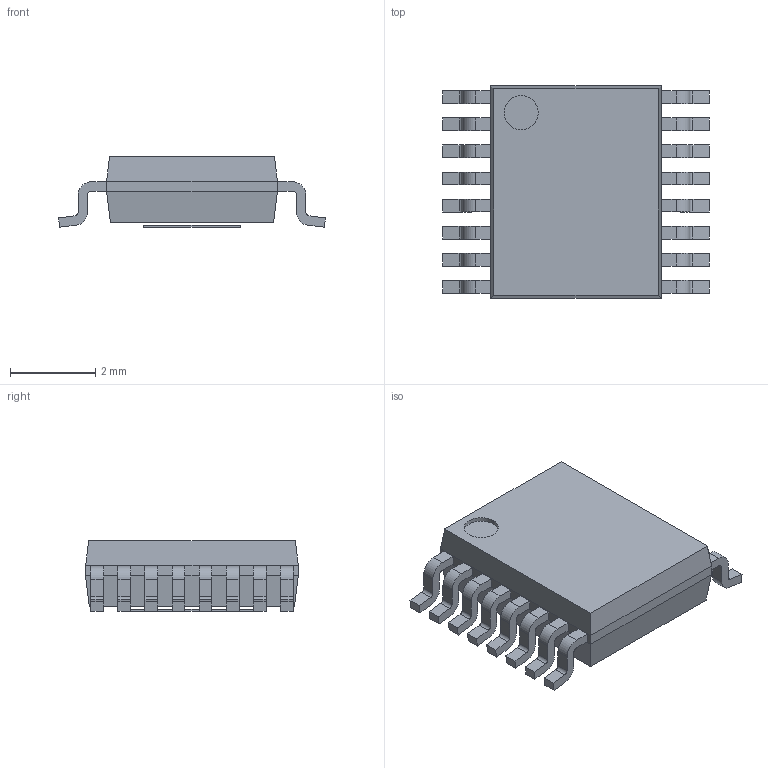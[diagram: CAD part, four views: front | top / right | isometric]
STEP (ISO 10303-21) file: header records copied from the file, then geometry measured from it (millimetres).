
FILE_DESCRIPTION((''),'2;1');
FILE_NAME('SOP63P602X165-17N-R229X330.stp','2014-05-13T10:32:54',(''),(''),'Mechanical Desktop 2011','Mechanical Desktop 2011',', , ');
FILE_SCHEMA(('AUTOMOTIVE_DESIGN { 1 2 10303 214 1 1 1 1 }'));
Length unit declared in the file: millimetre
Products named in the file (1): Product
Bounding box: 6.25 x 4.98 x 1.65 mm (x, y, z)
Volume: 32.1 mm3; surface area: 111.4 mm2
Topology: 18 solids, 18 shells, 247 faces, 624 edges, 414 vertices
Faces by surface type: bspline 118, plane 95, cylinder 34
Entity records: 7840 total; most frequent: CARTESIAN_POINT 2088, ORIENTED_EDGE 1248, DIRECTION 1016, EDGE_CURVE 624, VECTOR 492, LINE 492, VERTEX_POINT 414, AXIS2_PLACEMENT_3D 262
